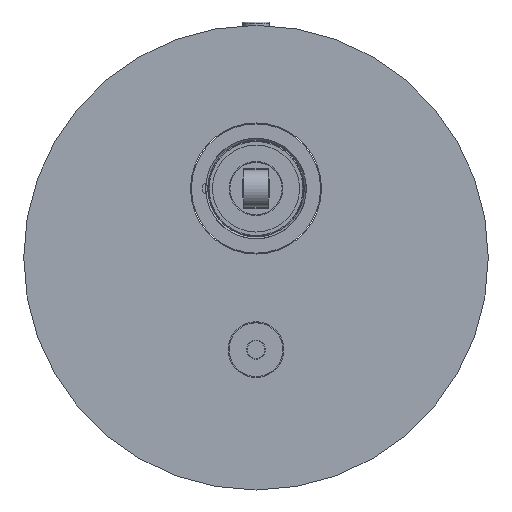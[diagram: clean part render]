
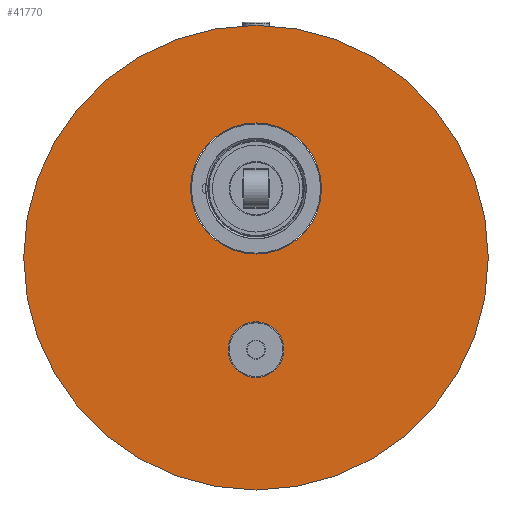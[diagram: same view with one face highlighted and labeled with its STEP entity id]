
A CAD part, front view. The second image highlights one B-rep face of the part: STEP entity #41770.
In plain terms, the highlighted planar face has unit normal (0, -1, 0).
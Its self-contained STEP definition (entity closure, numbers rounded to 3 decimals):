
#41639=CARTESIAN_POINT('',(0.,57.,-0.25));
#41640=DIRECTION('',(0.,1.,0.));
#41641=DIRECTION('',(1.,0.,0.));
#41642=AXIS2_PLACEMENT_3D('',#41639,#41640,#41641);
#41644=CARTESIAN_POINT('',(0.,57.,-0.25));
#41645=DIRECTION('',(0.,1.,0.));
#41646=DIRECTION('',(-1.,0.,0.));
#41647=AXIS2_PLACEMENT_3D('',#41644,#41645,#41646);
#41649=CARTESIAN_POINT('',(0.,57.,25.5));
#41650=DIRECTION('',(0.,-1.,0.));
#41651=DIRECTION('',(1.,0.,0.));
#41652=AXIS2_PLACEMENT_3D('',#41649,#41650,#41651);
#41654=CARTESIAN_POINT('',(0.,57.,25.5));
#41655=DIRECTION('',(0.,-1.,0.));
#41656=DIRECTION('',(-1.,0.,0.));
#41657=AXIS2_PLACEMENT_3D('',#41654,#41655,#41656);
#41659=CARTESIAN_POINT('',(0.,57.,-34.5));
#41660=DIRECTION('',(0.,-1.,0.));
#41661=DIRECTION('',(1.,0.,0.));
#41662=AXIS2_PLACEMENT_3D('',#41659,#41660,#41661);
#41664=CARTESIAN_POINT('',(0.,57.,-34.5));
#41665=DIRECTION('',(0.,-1.,0.));
#41666=DIRECTION('',(-1.,0.,0.));
#41667=AXIS2_PLACEMENT_3D('',#41664,#41665,#41666);
#41723=CARTESIAN_POINT('',(86.5,57.,-0.25));
#41724=CARTESIAN_POINT('',(-86.5,57.,-0.25));
#41725=VERTEX_POINT('',#41723);
#41726=VERTEX_POINT('',#41724);
#41731=CARTESIAN_POINT('',(24.4,57.,25.5));
#41732=CARTESIAN_POINT('',(-24.4,57.,25.5));
#41733=VERTEX_POINT('',#41731);
#41734=VERTEX_POINT('',#41732);
#41739=CARTESIAN_POINT('',(10.4,57.,-34.5));
#41740=CARTESIAN_POINT('',(-10.4,57.,-34.5));
#41741=VERTEX_POINT('',#41739);
#41742=VERTEX_POINT('',#41740);
#41747=CARTESIAN_POINT('',(0.,57.,-0.25));
#41748=DIRECTION('',(0.,1.,0.));
#41749=DIRECTION('',(1.,0.,0.));
#41750=AXIS2_PLACEMENT_3D('',#41747,#41748,#41749);
#41751=PLANE('',#41750);
#41753=ORIENTED_EDGE('',*,*,#41752,.T.);
#41755=ORIENTED_EDGE('',*,*,#41754,.T.);
#41756=EDGE_LOOP('',(#41753,#41755));
#41757=FACE_OUTER_BOUND('',#41756,.F.);
#41759=ORIENTED_EDGE('',*,*,#41758,.T.);
#41761=ORIENTED_EDGE('',*,*,#41760,.T.);
#41762=EDGE_LOOP('',(#41759,#41761));
#41763=FACE_BOUND('',#41762,.F.);
#41765=ORIENTED_EDGE('',*,*,#41764,.T.);
#41767=ORIENTED_EDGE('',*,*,#41766,.T.);
#41768=EDGE_LOOP('',(#41765,#41767));
#41769=FACE_BOUND('',#41768,.F.);
#41770=ADVANCED_FACE('',(#41757,#41763,#41769),#41751,.F.);
#41643=CIRCLE('',#41642,86.5);
#41648=CIRCLE('',#41647,86.5);
#41653=CIRCLE('',#41652,24.4);
#41658=CIRCLE('',#41657,24.4);
#41663=CIRCLE('',#41662,10.4);
#41668=CIRCLE('',#41667,10.4);
#41752=EDGE_CURVE('',#41725,#41726,#41643,.T.);
#41754=EDGE_CURVE('',#41726,#41725,#41648,.T.);
#41758=EDGE_CURVE('',#41733,#41734,#41653,.T.);
#41760=EDGE_CURVE('',#41734,#41733,#41658,.T.);
#41764=EDGE_CURVE('',#41741,#41742,#41663,.T.);
#41766=EDGE_CURVE('',#41742,#41741,#41668,.T.);
